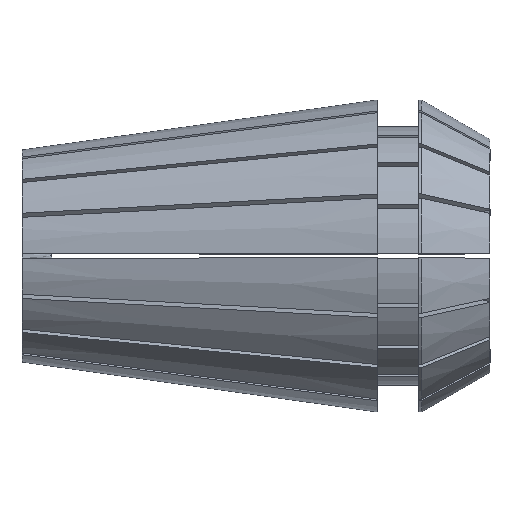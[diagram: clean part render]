
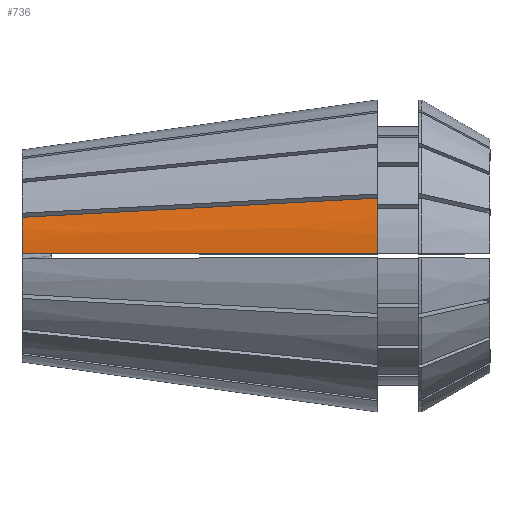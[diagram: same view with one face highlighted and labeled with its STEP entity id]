
A CAD part, top view. The second image highlights one B-rep face of the part: STEP entity #736.
In plain terms, the highlighted conical face has half-angle 8 degrees and reference radius 10.5 mm.
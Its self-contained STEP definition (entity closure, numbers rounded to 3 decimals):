
#47 = CARTESIAN_POINT ( 'NONE',  ( 0., 2.594, 6.654 ) ) ;
#300 = ORIENTED_EDGE ( 'NONE', *, *, #2003, .F. ) ;
#514 = CARTESIAN_POINT ( 'NONE',  ( 7.43, 0.15, 8.184 ) ) ;
#524 = VERTEX_POINT ( 'NONE', #6227 ) ;
#597 = CARTESIAN_POINT ( 'NONE',  ( 8.277, 3.039, 7.729 ) ) ;
#649 = VERTEX_POINT ( 'NONE', #3367 ) ;
#724 = CARTESIAN_POINT ( 'NONE',  ( 0., 0.15, 7.14 ) ) ;
#736 = ADVANCED_FACE ( 'NONE', ( #6851 ), #6684, .T. ) ;
#820 = ORIENTED_EDGE ( 'NONE', *, *, #1243, .F. ) ;
#1036 = CARTESIAN_POINT ( 'NONE',  ( 2.029, 0.15, 7.425 ) ) ;
#1121 = CARTESIAN_POINT ( 'NONE',  ( 16.244, 3.467, 8.763 ) ) ;
#1223 = DIRECTION ( 'NONE',  ( 1., 0., 0. ) ) ;
#1243 = EDGE_CURVE ( 'NONE', #5541, #524, #4293, .T. ) ;
#1538 = CARTESIAN_POINT ( 'NONE',  ( 23.9, 0.15, 10.499 ) ) ;
#1561 = CARTESIAN_POINT ( 'NONE',  ( 0., 0.15, 7.14 ) ) ;
#1644 = CARTESIAN_POINT ( 'NONE',  ( 23.9, 3.879, 9.757 ) ) ;
#2003 = EDGE_CURVE ( 'NONE', #649, #5541, #6207, .T. ) ;
#2011 = AXIS2_PLACEMENT_3D ( 'NONE', #2098, #5813, #2627 ) ;
#2016 = CARTESIAN_POINT ( 'NONE',  ( 23.9, 3.879, 9.757 ) ) ;
#2090 = EDGE_LOOP ( 'NONE', ( #5189, #820, #300, #6864 ) ) ;
#2098 = CARTESIAN_POINT ( 'NONE',  ( 23.9, 0., 0. ) ) ;
#2328 = B_SPLINE_CURVE_WITH_KNOTS ( 'NONE', 3,
 ( #47, #5345, #597, #4298, #1121, #4834, #1644 ),
 .UNSPECIFIED., .F., .F.,
 ( 4, 3, 4 ),
 ( 0., 0.013, 0.024 ),
 .UNSPECIFIED. ) ;
#2627 = DIRECTION ( 'NONE',  ( 0., 0., 1. ) ) ;
#3034 = DIRECTION ( 'NONE',  ( 0., 0., 1. ) ) ;
#3084 = CARTESIAN_POINT ( 'NONE',  ( 0., 0., 0. ) ) ;
#3098 = EDGE_CURVE ( 'NONE', #649, #5332, #4615, .T. ) ;
#3149 = CARTESIAN_POINT ( 'NONE',  ( 18.769, 0.15, 9.778 ) ) ;
#3365 = CARTESIAN_POINT ( 'NONE',  ( 23.9, 0., 0. ) ) ;
#3367 = CARTESIAN_POINT ( 'NONE',  ( 23.9, 0.15, 10.499 ) ) ;
#3534 = DIRECTION ( 'NONE',  ( -1., 0., 0. ) ) ;
#3665 = CARTESIAN_POINT ( 'NONE',  ( 21.334, 0.15, 10.139 ) ) ;
#3688 = CARTESIAN_POINT ( 'NONE',  ( 11.816, 0.15, 8.801 ) ) ;
#3872 = EDGE_CURVE ( 'NONE', #524, #5332, #2328, .T. ) ;
#4212 = CARTESIAN_POINT ( 'NONE',  ( 3.043, 0.15, 7.568 ) ) ;
#4293 = CIRCLE ( 'NONE', #5456, 7.141 ) ;
#4298 = CARTESIAN_POINT ( 'NONE',  ( 12.416, 3.262, 8.266 ) ) ;
#4615 = CIRCLE ( 'NONE', #2011, 10.5 ) ;
#4752 = CARTESIAN_POINT ( 'NONE',  ( 1.014, 0.15, 7.282 ) ) ;
#4834 = CARTESIAN_POINT ( 'NONE',  ( 20.072, 3.673, 9.26 ) ) ;
#5189 = ORIENTED_EDGE ( 'NONE', *, *, #3872, .F. ) ;
#5332 = VERTEX_POINT ( 'NONE', #2016 ) ;
#5345 = CARTESIAN_POINT ( 'NONE',  ( 4.139, 2.816, 7.191 ) ) ;
#5456 = AXIS2_PLACEMENT_3D ( 'NONE', #3084, #3534, #3034 ) ;
#5541 = VERTEX_POINT ( 'NONE', #724 ) ;
#5715 = AXIS2_PLACEMENT_3D ( 'NONE', #3365, #1223, #5966 ) ;
#5813 = DIRECTION ( 'NONE',  ( -1., 0., 0. ) ) ;
#5966 = DIRECTION ( 'NONE',  ( 0., 0., -1. ) ) ;
#6207 = B_SPLINE_CURVE_WITH_KNOTS ( 'NONE', 3,
 ( #1538, #3665, #3149, #6857, #3688, #514, #4212, #1036, #4752, #1561 ),
 .UNSPECIFIED., .F., .F.,
 ( 4, 3, 3, 4 ),
 ( 0.044, 0.052, 0.065, 0.068 ),
 .UNSPECIFIED. ) ;
#6227 = CARTESIAN_POINT ( 'NONE',  ( 0., 2.594, 6.654 ) ) ;
#6684 = CONICAL_SURFACE ( 'NONE', #5715, 10.5, 0.14 ) ;
#6851 = FACE_OUTER_BOUND ( 'NONE', #2090, .T. ) ;
#6857 = CARTESIAN_POINT ( 'NONE',  ( 16.203, 0.15, 9.417 ) ) ;
#6864 = ORIENTED_EDGE ( 'NONE', *, *, #3098, .T. ) ;
